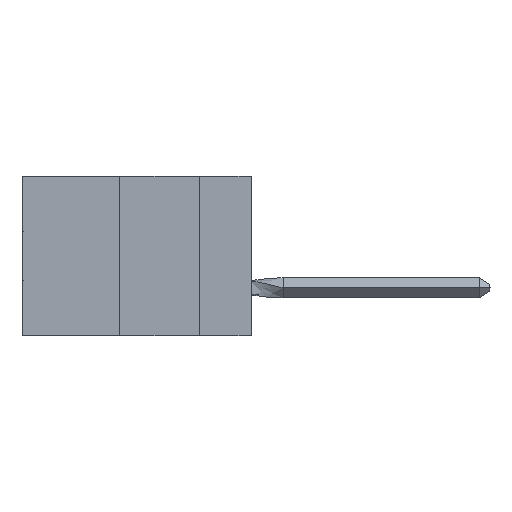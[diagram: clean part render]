
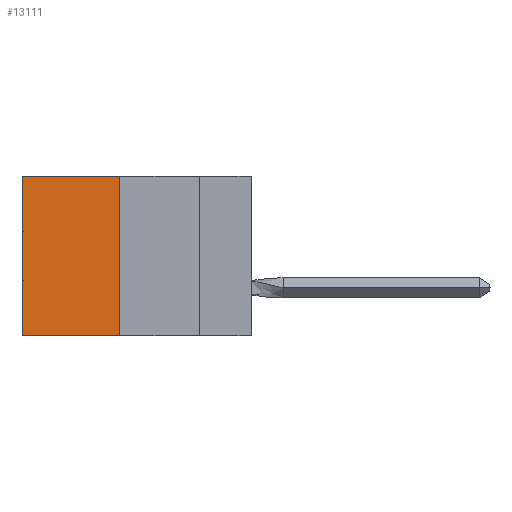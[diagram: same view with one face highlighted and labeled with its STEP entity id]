
A CAD part, left-side view. The second image highlights one B-rep face of the part: STEP entity #13111.
In plain terms, the highlighted planar face has unit normal (-1, 0, 0).
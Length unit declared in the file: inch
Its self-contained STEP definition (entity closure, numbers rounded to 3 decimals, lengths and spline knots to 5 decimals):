
#435 = VECTOR ( 'NONE', #13731, 39.37008 ) ;
#1434 = PLANE ( 'NONE',  #23721 ) ;
#2548 = LINE ( 'NONE', #4559, #37812 ) ;
#3743 = VERTEX_POINT ( 'NONE', #36002 ) ;
#4559 = CARTESIAN_POINT ( 'NONE',  ( 0.305, 0.72, -0.5 ) ) ;
#4837 = ORIENTED_EDGE ( 'NONE', *, *, #25285, .F. ) ;
#7508 = DIRECTION ( 'NONE',  ( 0., 0., -1. ) ) ;
#7749 = FACE_OUTER_BOUND ( 'NONE', #7962, .T. ) ;
#7962 = EDGE_LOOP ( 'NONE', ( #34995, #4837, #15478, #24763 ) ) ;
#8635 = CARTESIAN_POINT ( 'NONE',  ( 0.305, 0.413, -0.5 ) ) ;
#9076 = DIRECTION ( 'NONE',  ( 0., 0., -1. ) ) ;
#10688 = VERTEX_POINT ( 'NONE', #12797 ) ;
#12797 = CARTESIAN_POINT ( 'NONE',  ( 0.305, 0.413, -0.5 ) ) ;
#12929 = CARTESIAN_POINT ( 'NONE',  ( 0.305, 0.72, -0.5 ) ) ;
#13111 = ADVANCED_FACE ( 'NONE', ( #7749 ), #1434, .F. ) ;
#13731 = DIRECTION ( 'NONE',  ( 0., 1., 0. ) ) ;
#14202 = VECTOR ( 'NONE', #7508, 39.37008 ) ;
#14405 = VERTEX_POINT ( 'NONE', #22787 ) ;
#15288 = LINE ( 'NONE', #38097, #14202 ) ;
#15478 = ORIENTED_EDGE ( 'NONE', *, *, #39423, .F. ) ;
#16477 = LINE ( 'NONE', #8635, #18009 ) ;
#17029 = CARTESIAN_POINT ( 'NONE',  ( 0.305, 0.413, 0. ) ) ;
#18009 = VECTOR ( 'NONE', #25559, 39.37008 ) ;
#19240 = VERTEX_POINT ( 'NONE', #12929 ) ;
#22787 = CARTESIAN_POINT ( 'NONE',  ( 0.305, 0.413, 0. ) ) ;
#23721 = AXIS2_PLACEMENT_3D ( 'NONE', #25683, #35651, #9076 ) ;
#24763 = ORIENTED_EDGE ( 'NONE', *, *, #28019, .T. ) ;
#25285 = EDGE_CURVE ( 'NONE', #10688, #19240, #16477, .T. ) ;
#25559 = DIRECTION ( 'NONE',  ( 0., 1., 0. ) ) ;
#25683 = CARTESIAN_POINT ( 'NONE',  ( 0.305, 0.413, -0.5 ) ) ;
#28019 = EDGE_CURVE ( 'NONE', #14405, #3743, #34574, .T. ) ;
#31607 = DIRECTION ( 'NONE',  ( 0., 0., -1. ) ) ;
#34574 = LINE ( 'NONE', #17029, #435 ) ;
#34995 = ORIENTED_EDGE ( 'NONE', *, *, #44064, .T. ) ;
#35651 = DIRECTION ( 'NONE',  ( 1., 0., 0. ) ) ;
#36002 = CARTESIAN_POINT ( 'NONE',  ( 0.305, 0.72, 0. ) ) ;
#37812 = VECTOR ( 'NONE', #31607, 39.37008 ) ;
#38097 = CARTESIAN_POINT ( 'NONE',  ( 0.305, 0.413, -0.5 ) ) ;
#39423 = EDGE_CURVE ( 'NONE', #14405, #10688, #15288, .T. ) ;
#44064 = EDGE_CURVE ( 'NONE', #3743, #19240, #2548, .T. ) ;
